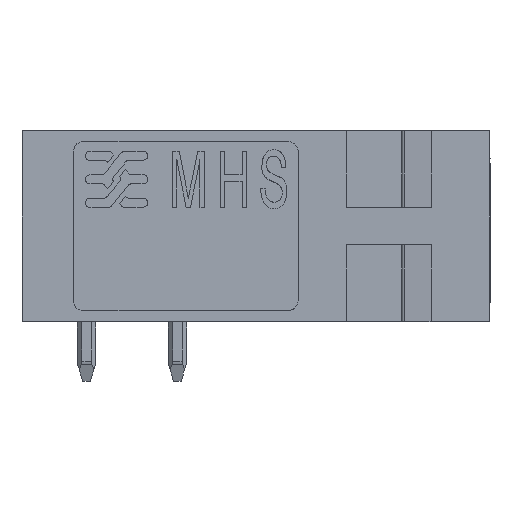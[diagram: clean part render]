
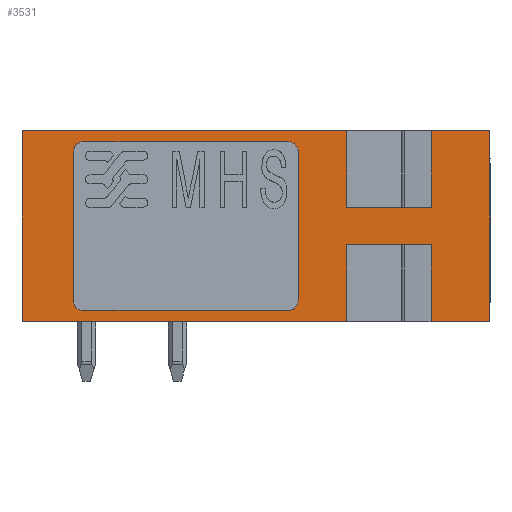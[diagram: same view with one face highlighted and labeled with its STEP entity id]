
A CAD part, left-side view. The second image highlights one B-rep face of the part: STEP entity #3531.
In plain terms, the highlighted planar face has unit normal (-1, 0, 0).
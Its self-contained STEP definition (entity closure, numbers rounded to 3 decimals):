
#3398=AXIS2_PLACEMENT_3D('Plane Axis2P3D',#3395,#3396,#3397) ;
#40=CARTESIAN_POINT('Vertex',(0.,0.,3.2)) ;
#56=CARTESIAN_POINT('Vertex',(0.,0.,13.4)) ;
#59=CARTESIAN_POINT('Line Origine',(0.,0.,8.3)) ;
#1798=CARTESIAN_POINT('Line Origine',(0.,1.575,3.2)) ;
#1802=CARTESIAN_POINT('Vertex',(0.,3.15,3.2)) ;
#1837=CARTESIAN_POINT('Vertex',(0.,7.65,3.2)) ;
#1840=CARTESIAN_POINT('Line Origine',(0.,16.325,3.2)) ;
#1844=CARTESIAN_POINT('Vertex',(0.,25.,3.2)) ;
#3110=CARTESIAN_POINT('Vertex',(0.,25.,13.4)) ;
#3113=CARTESIAN_POINT('Line Origine',(0.,16.325,13.4)) ;
#3117=CARTESIAN_POINT('Vertex',(0.,7.65,13.4)) ;
#3152=CARTESIAN_POINT('Vertex',(0.,3.15,13.4)) ;
#3155=CARTESIAN_POINT('Line Origine',(0.,1.575,13.4)) ;
#3395=CARTESIAN_POINT('Axis2P3D Location',(0.,0.,8.3)) ;
#3400=CARTESIAN_POINT('Line Origine',(0.,3.15,8.3)) ;
#3404=CARTESIAN_POINT('Vertex',(0.,3.15,9.3)) ;
#3407=CARTESIAN_POINT('Line Origine',(0.,12.5,9.3)) ;
#3411=CARTESIAN_POINT('Vertex',(0.,7.65,9.3)) ;
#3414=CARTESIAN_POINT('Line Origine',(0.,7.65,8.3)) ;
#3419=CARTESIAN_POINT('Line Origine',(0.,25.,8.3)) ;
#3424=CARTESIAN_POINT('Line Origine',(0.,7.65,8.3)) ;
#3428=CARTESIAN_POINT('Vertex',(0.,7.65,7.3)) ;
#3431=CARTESIAN_POINT('Line Origine',(0.,12.5,7.3)) ;
#3435=CARTESIAN_POINT('Vertex',(0.,3.15,7.3)) ;
#3438=CARTESIAN_POINT('Line Origine',(0.,3.15,8.3)) ;
#3458=CARTESIAN_POINT('Control Point',(0.,22.25,12.3)) ;
#3459=CARTESIAN_POINT('Control Point',(0.,22.25,12.496)) ;
#3460=CARTESIAN_POINT('Control Point',(0.,22.145,12.695)) ;
#3461=CARTESIAN_POINT('Control Point',(0.,21.946,12.8)) ;
#3462=CARTESIAN_POINT('Control Point',(0.,21.75,12.8)) ;
#3463=CARTESIAN_POINT('Vertex',(0.,22.25,12.3)) ;
#3465=CARTESIAN_POINT('Vertex',(0.,21.75,12.8)) ;
#3468=CARTESIAN_POINT('Line Origine',(0.,12.5,12.8)) ;
#3472=CARTESIAN_POINT('Vertex',(0.,10.75,12.8)) ;
#3476=CARTESIAN_POINT('Control Point',(0.,10.75,12.8)) ;
#3477=CARTESIAN_POINT('Control Point',(0.,10.554,12.8)) ;
#3478=CARTESIAN_POINT('Control Point',(0.,10.355,12.695)) ;
#3479=CARTESIAN_POINT('Control Point',(0.,10.25,12.496)) ;
#3480=CARTESIAN_POINT('Control Point',(0.,10.25,12.3)) ;
#3481=CARTESIAN_POINT('Vertex',(0.,10.25,12.3)) ;
#3484=CARTESIAN_POINT('Line Origine',(0.,10.25,8.3)) ;
#3488=CARTESIAN_POINT('Vertex',(0.,10.25,4.3)) ;
#3492=CARTESIAN_POINT('Control Point',(0.,10.25,4.3)) ;
#3493=CARTESIAN_POINT('Control Point',(0.,10.25,4.104)) ;
#3494=CARTESIAN_POINT('Control Point',(0.,10.355,3.905)) ;
#3495=CARTESIAN_POINT('Control Point',(0.,10.554,3.8)) ;
#3496=CARTESIAN_POINT('Control Point',(0.,10.75,3.8)) ;
#3497=CARTESIAN_POINT('Vertex',(0.,10.75,3.8)) ;
#3500=CARTESIAN_POINT('Line Origine',(0.,12.5,3.8)) ;
#3504=CARTESIAN_POINT('Vertex',(0.,21.75,3.8)) ;
#3508=CARTESIAN_POINT('Control Point',(0.,21.75,3.8)) ;
#3509=CARTESIAN_POINT('Control Point',(0.,21.946,3.8)) ;
#3510=CARTESIAN_POINT('Control Point',(0.,22.145,3.905)) ;
#3511=CARTESIAN_POINT('Control Point',(0.,22.25,4.104)) ;
#3512=CARTESIAN_POINT('Control Point',(0.,22.25,4.3)) ;
#3513=CARTESIAN_POINT('Vertex',(0.,22.25,4.3)) ;
#3516=CARTESIAN_POINT('Line Origine',(0.,22.25,8.3)) ;
#60=DIRECTION('Vector Direction',(0.,0.,-1.)) ;
#1799=DIRECTION('Vector Direction',(0.,-1.,0.)) ;
#1841=DIRECTION('Vector Direction',(0.,-1.,0.)) ;
#3114=DIRECTION('Vector Direction',(0.,1.,0.)) ;
#3156=DIRECTION('Vector Direction',(0.,1.,0.)) ;
#3396=DIRECTION('Axis2P3D Direction',(1.,0.,0.)) ;
#3397=DIRECTION('Axis2P3D XDirection',(0.,1.,0.)) ;
#3401=DIRECTION('Vector Direction',(0.,0.,1.)) ;
#3408=DIRECTION('Vector Direction',(0.,1.,0.)) ;
#3415=DIRECTION('Vector Direction',(0.,0.,1.)) ;
#3420=DIRECTION('Vector Direction',(0.,0.,1.)) ;
#3425=DIRECTION('Vector Direction',(0.,0.,1.)) ;
#3432=DIRECTION('Vector Direction',(0.,1.,0.)) ;
#3439=DIRECTION('Vector Direction',(0.,0.,1.)) ;
#3469=DIRECTION('Vector Direction',(0.,1.,0.)) ;
#3485=DIRECTION('Vector Direction',(0.,0.,1.)) ;
#3501=DIRECTION('Vector Direction',(0.,1.,0.)) ;
#3517=DIRECTION('Vector Direction',(0.,0.,1.)) ;
#61=VECTOR('Line Direction',#60,1.) ;
#1800=VECTOR('Line Direction',#1799,1.) ;
#1842=VECTOR('Line Direction',#1841,1.) ;
#3115=VECTOR('Line Direction',#3114,1.) ;
#3157=VECTOR('Line Direction',#3156,1.) ;
#3402=VECTOR('Line Direction',#3401,1.) ;
#3409=VECTOR('Line Direction',#3408,1.) ;
#3416=VECTOR('Line Direction',#3415,1.) ;
#3421=VECTOR('Line Direction',#3420,1.) ;
#3426=VECTOR('Line Direction',#3425,1.) ;
#3433=VECTOR('Line Direction',#3432,1.) ;
#3440=VECTOR('Line Direction',#3439,1.) ;
#3470=VECTOR('Line Direction',#3469,1.) ;
#3486=VECTOR('Line Direction',#3485,1.) ;
#3502=VECTOR('Line Direction',#3501,1.) ;
#3518=VECTOR('Line Direction',#3517,1.) ;
#3444=ORIENTED_EDGE('',*,*,#3406,.F.) ;
#3445=ORIENTED_EDGE('',*,*,#3413,.F.) ;
#3446=ORIENTED_EDGE('',*,*,#3418,.T.) ;
#3447=ORIENTED_EDGE('',*,*,#3119,.T.) ;
#3448=ORIENTED_EDGE('',*,*,#3423,.F.) ;
#3449=ORIENTED_EDGE('',*,*,#1846,.T.) ;
#3450=ORIENTED_EDGE('',*,*,#3430,.F.) ;
#3451=ORIENTED_EDGE('',*,*,#3437,.T.) ;
#3452=ORIENTED_EDGE('',*,*,#3442,.T.) ;
#3453=ORIENTED_EDGE('',*,*,#1804,.T.) ;
#3454=ORIENTED_EDGE('',*,*,#63,.F.) ;
#3455=ORIENTED_EDGE('',*,*,#3159,.T.) ;
#3522=ORIENTED_EDGE('',*,*,#3467,.T.) ;
#3523=ORIENTED_EDGE('',*,*,#3474,.T.) ;
#3524=ORIENTED_EDGE('',*,*,#3483,.T.) ;
#3525=ORIENTED_EDGE('',*,*,#3490,.T.) ;
#3526=ORIENTED_EDGE('',*,*,#3499,.T.) ;
#3527=ORIENTED_EDGE('',*,*,#3506,.T.) ;
#3528=ORIENTED_EDGE('',*,*,#3515,.T.) ;
#3529=ORIENTED_EDGE('',*,*,#3520,.T.) ;
#3530=FACE_BOUND('',#3521,.T.) ;
#3531=ADVANCED_FACE('model',(#3456,#3530),#3399,.F.) ;
#3457=B_SPLINE_CURVE_WITH_KNOTS('',4,(#3458,#3459,#3460,#3461,#3462),.UNSPECIFIED.,.F.,.U.,(5,5),(0.,0.785),.UNSPECIFIED.) ;
#3475=B_SPLINE_CURVE_WITH_KNOTS('',4,(#3476,#3477,#3478,#3479,#3480),.UNSPECIFIED.,.F.,.U.,(5,5),(0.785,1.571),.UNSPECIFIED.) ;
#3491=B_SPLINE_CURVE_WITH_KNOTS('',4,(#3492,#3493,#3494,#3495,#3496),.UNSPECIFIED.,.F.,.U.,(5,5),(1.571,2.356),.UNSPECIFIED.) ;
#3507=B_SPLINE_CURVE_WITH_KNOTS('',4,(#3508,#3509,#3510,#3511,#3512),.UNSPECIFIED.,.F.,.U.,(5,5),(2.356,3.142),.UNSPECIFIED.) ;
#63=EDGE_CURVE('',#57,#41,#62,.T.) ;
#1804=EDGE_CURVE('',#1803,#41,#1801,.T.) ;
#1846=EDGE_CURVE('',#1845,#1838,#1843,.T.) ;
#3119=EDGE_CURVE('',#3118,#3111,#3116,.T.) ;
#3159=EDGE_CURVE('',#57,#3153,#3158,.T.) ;
#3406=EDGE_CURVE('',#3405,#3153,#3403,.T.) ;
#3413=EDGE_CURVE('',#3412,#3405,#3410,.F.) ;
#3418=EDGE_CURVE('',#3412,#3118,#3417,.T.) ;
#3423=EDGE_CURVE('',#1845,#3111,#3422,.T.) ;
#3430=EDGE_CURVE('',#3429,#1838,#3427,.F.) ;
#3437=EDGE_CURVE('',#3429,#3436,#3434,.F.) ;
#3442=EDGE_CURVE('',#3436,#1803,#3441,.F.) ;
#3467=EDGE_CURVE('',#3464,#3466,#3457,.T.) ;
#3474=EDGE_CURVE('',#3466,#3473,#3471,.F.) ;
#3483=EDGE_CURVE('',#3473,#3482,#3475,.T.) ;
#3490=EDGE_CURVE('',#3482,#3489,#3487,.F.) ;
#3499=EDGE_CURVE('',#3489,#3498,#3491,.T.) ;
#3506=EDGE_CURVE('',#3498,#3505,#3503,.T.) ;
#3515=EDGE_CURVE('',#3505,#3514,#3507,.T.) ;
#3520=EDGE_CURVE('',#3514,#3464,#3519,.T.) ;
#3443=EDGE_LOOP('',(#3444,#3445,#3446,#3447,#3448,#3449,#3450,#3451,#3452,#3453,#3454,#3455)) ;
#3521=EDGE_LOOP('',(#3522,#3523,#3524,#3525,#3526,#3527,#3528,#3529)) ;
#3456=FACE_OUTER_BOUND('',#3443,.T.) ;
#62=LINE('Line',#59,#61) ;
#1801=LINE('Line',#1798,#1800) ;
#1843=LINE('Line',#1840,#1842) ;
#3116=LINE('Line',#3113,#3115) ;
#3158=LINE('Line',#3155,#3157) ;
#3403=LINE('Line',#3400,#3402) ;
#3410=LINE('Line',#3407,#3409) ;
#3417=LINE('Line',#3414,#3416) ;
#3422=LINE('Line',#3419,#3421) ;
#3427=LINE('Line',#3424,#3426) ;
#3434=LINE('Line',#3431,#3433) ;
#3441=LINE('Line',#3438,#3440) ;
#3471=LINE('Line',#3468,#3470) ;
#3487=LINE('Line',#3484,#3486) ;
#3503=LINE('Line',#3500,#3502) ;
#3519=LINE('Line',#3516,#3518) ;
#3399=PLANE('',#3398) ;
#41=VERTEX_POINT('',#40) ;
#57=VERTEX_POINT('',#56) ;
#1803=VERTEX_POINT('',#1802) ;
#1838=VERTEX_POINT('',#1837) ;
#1845=VERTEX_POINT('',#1844) ;
#3111=VERTEX_POINT('',#3110) ;
#3118=VERTEX_POINT('',#3117) ;
#3153=VERTEX_POINT('',#3152) ;
#3405=VERTEX_POINT('',#3404) ;
#3412=VERTEX_POINT('',#3411) ;
#3429=VERTEX_POINT('',#3428) ;
#3436=VERTEX_POINT('',#3435) ;
#3464=VERTEX_POINT('',#3463) ;
#3466=VERTEX_POINT('',#3465) ;
#3473=VERTEX_POINT('',#3472) ;
#3482=VERTEX_POINT('',#3481) ;
#3489=VERTEX_POINT('',#3488) ;
#3498=VERTEX_POINT('',#3497) ;
#3505=VERTEX_POINT('',#3504) ;
#3514=VERTEX_POINT('',#3513) ;
